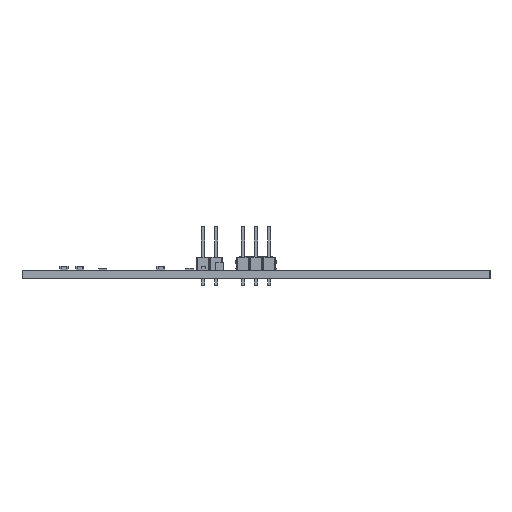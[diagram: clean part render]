
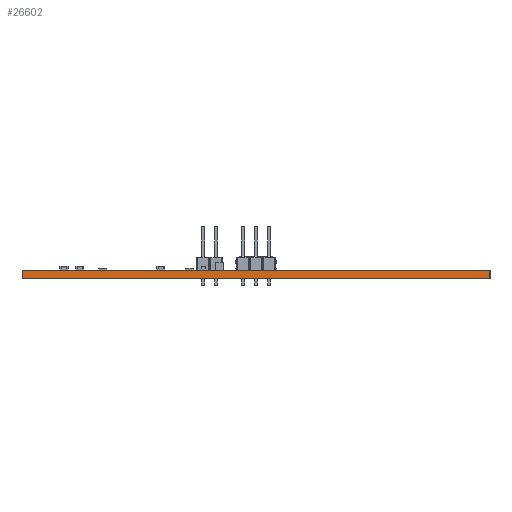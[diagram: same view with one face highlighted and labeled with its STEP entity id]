
A CAD part, front view. The second image highlights one B-rep face of the part: STEP entity #26602.
In plain terms, the highlighted planar face has unit normal (0, -1, 0).
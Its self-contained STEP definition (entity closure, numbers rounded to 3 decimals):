
#25462 = VERTEX_POINT('',#25463);
#25463 = CARTESIAN_POINT('',(197.947,-125.5,0.));
#25469 = EDGE_CURVE('',#25462,#25470,#25472,.T.);
#25470 = VERTEX_POINT('',#25471);
#25471 = CARTESIAN_POINT('',(107.947,-125.5,0.));
#25472 = LINE('',#25473,#25474);
#25473 = CARTESIAN_POINT('',(197.947,-125.5,0.));
#25474 = VECTOR('',#25475,1.);
#25475 = DIRECTION('',(-1.,0.,0.));
#25997 = VERTEX_POINT('',#25998);
#25998 = CARTESIAN_POINT('',(197.947,-125.5,1.6));
#26004 = EDGE_CURVE('',#25997,#26005,#26007,.T.);
#26005 = VERTEX_POINT('',#26006);
#26006 = CARTESIAN_POINT('',(107.947,-125.5,1.6));
#26007 = LINE('',#26008,#26009);
#26008 = CARTESIAN_POINT('',(197.947,-125.5,1.6));
#26009 = VECTOR('',#26010,1.);
#26010 = DIRECTION('',(-1.,0.,0.));
#26574 = EDGE_CURVE('',#25462,#25997,#26575,.T.);
#26575 = LINE('',#26576,#26577);
#26576 = CARTESIAN_POINT('',(197.947,-125.5,0.));
#26577 = VECTOR('',#26578,1.);
#26578 = DIRECTION('',(0.,0.,1.));
#26602 = ADVANCED_FACE('',(#26603),#26614,.T.);
#26603 = FACE_BOUND('',#26604,.T.);
#26604 = EDGE_LOOP('',(#26605,#26606,#26607,#26613));
#26605 = ORIENTED_EDGE('',*,*,#26574,.T.);
#26606 = ORIENTED_EDGE('',*,*,#26004,.T.);
#26607 = ORIENTED_EDGE('',*,*,#26608,.F.);
#26608 = EDGE_CURVE('',#25470,#26005,#26609,.T.);
#26609 = LINE('',#26610,#26611);
#26610 = CARTESIAN_POINT('',(107.947,-125.5,0.));
#26611 = VECTOR('',#26612,1.);
#26612 = DIRECTION('',(0.,0.,1.));
#26613 = ORIENTED_EDGE('',*,*,#25469,.F.);
#26614 = PLANE('',#26615);
#26615 = AXIS2_PLACEMENT_3D('',#26616,#26617,#26618);
#26616 = CARTESIAN_POINT('',(197.947,-125.5,0.));
#26617 = DIRECTION('',(0.,-1.,0.));
#26618 = DIRECTION('',(-1.,0.,0.));
